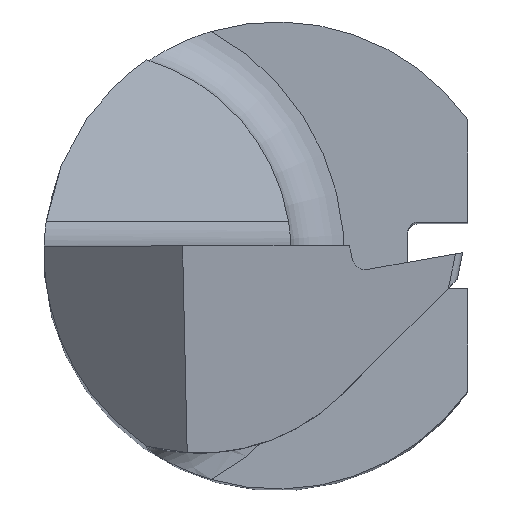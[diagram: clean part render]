
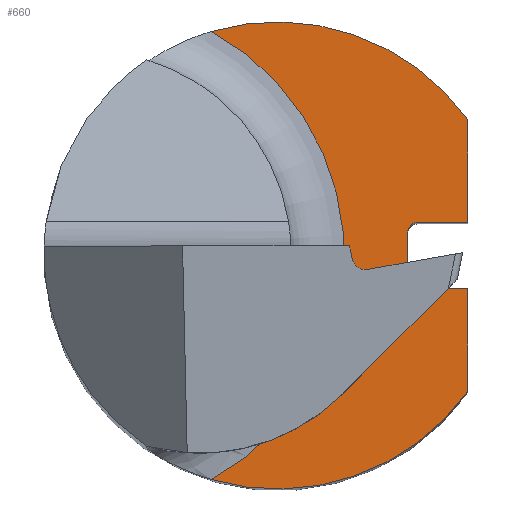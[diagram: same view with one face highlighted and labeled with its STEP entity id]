
A CAD part, top view. The second image highlights one B-rep face of the part: STEP entity #660.
In plain terms, the highlighted planar face has unit normal (0, 0, 1).
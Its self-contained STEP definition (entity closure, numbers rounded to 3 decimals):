
#3 = VERTEX_POINT ( 'NONE', #471 ) ;
#19 = EDGE_CURVE ( 'NONE', #80, #140, #341, .T. ) ;
#24 = DIRECTION ( 'NONE',  ( 1., 0., 0. ) ) ;
#26 = CARTESIAN_POINT ( 'NONE',  ( -2.827, 0., 15. ) ) ;
#38 = VERTEX_POINT ( 'NONE', #163 ) ;
#55 = EDGE_CURVE ( 'NONE', #427, #38, #138, .T. ) ;
#66 = CARTESIAN_POINT ( 'NONE',  ( 64.45, -0.5, 15. ) ) ;
#68 = CARTESIAN_POINT ( 'NONE',  ( 2.85, -0.5, 15. ) ) ;
#80 = VERTEX_POINT ( 'NONE', #317 ) ;
#83 = EDGE_LOOP ( 'NONE', ( #322, #579, #96, #882, #532, #617, #727, #249, #852, #710 ) ) ;
#96 = ORIENTED_EDGE ( 'NONE', *, *, #323, .T. ) ;
#131 = DIRECTION ( 'NONE',  ( 0., 0., 1. ) ) ;
#138 = CIRCLE ( 'NONE', #735, 0.15 ) ;
#140 = VERTEX_POINT ( 'NONE', #256 ) ;
#163 = CARTESIAN_POINT ( 'NONE',  ( 2.1, 0.5, 15. ) ) ;
#176 = DIRECTION ( 'NONE',  ( 0., 0., 1. ) ) ;
#195 = VERTEX_POINT ( 'NONE', #348 ) ;
#196 = DIRECTION ( 'NONE',  ( 1., 0., 0. ) ) ;
#241 = CIRCLE ( 'NONE', #977, 3.5 ) ;
#249 = ORIENTED_EDGE ( 'NONE', *, *, #55, .T. ) ;
#256 = CARTESIAN_POINT ( 'NONE',  ( 2.85, 2.032, 15. ) ) ;
#257 = CARTESIAN_POINT ( 'NONE',  ( 64.45, 0.5, 15. ) ) ;
#277 = VECTOR ( 'NONE', #939, 1000. ) ;
#292 = DIRECTION ( 'NONE',  ( 1., 0., 0. ) ) ;
#305 = LINE ( 'NONE', #66, #743 ) ;
#317 = CARTESIAN_POINT ( 'NONE',  ( 2.85, 0.5, 15. ) ) ;
#322 = ORIENTED_EDGE ( 'NONE', *, *, #854, .T. ) ;
#323 = EDGE_CURVE ( 'NONE', #388, #571, #786, .T. ) ;
#337 = PLANE ( 'NONE',  #856 ) ;
#341 = LINE ( 'NONE', #347, #277 ) ;
#342 = AXIS2_PLACEMENT_3D ( 'NONE', #673, #131, #853 ) ;
#347 = CARTESIAN_POINT ( 'NONE',  ( 2.85, 2.032, 15. ) ) ;
#348 = CARTESIAN_POINT ( 'NONE',  ( 2.1, -0.5, 15. ) ) ;
#353 = DIRECTION ( 'NONE',  ( 0., 0., -1. ) ) ;
#364 = CARTESIAN_POINT ( 'NONE',  ( 2.85, -2.032, 15. ) ) ;
#367 = CARTESIAN_POINT ( 'NONE',  ( 2.1, -0.35, 15. ) ) ;
#371 = EDGE_CURVE ( 'NONE', #195, #505, #305, .T. ) ;
#388 = VERTEX_POINT ( 'NONE', #511 ) ;
#393 = DIRECTION ( 'NONE',  ( 1., 0., 0. ) ) ;
#412 = LINE ( 'NONE', #741, #554 ) ;
#422 = DIRECTION ( 'NONE',  ( 0., 0., 1. ) ) ;
#427 = VERTEX_POINT ( 'NONE', #978 ) ;
#445 = DIRECTION ( 'NONE',  ( 1., 0., 0. ) ) ;
#458 = DIRECTION ( 'NONE',  ( 0., 0., -1. ) ) ;
#471 = CARTESIAN_POINT ( 'NONE',  ( -0.99, 3.357, 15. ) ) ;
#504 = CIRCLE ( 'NONE', #637, 3.827 ) ;
#505 = VERTEX_POINT ( 'NONE', #68 ) ;
#510 = VERTEX_POINT ( 'NONE', #1018 ) ;
#511 = CARTESIAN_POINT ( 'NONE',  ( -0.99, -3.357, 15. ) ) ;
#528 = DIRECTION ( 'NONE',  ( 0., 0., -1. ) ) ;
#532 = ORIENTED_EDGE ( 'NONE', *, *, #371, .F. ) ;
#533 = CARTESIAN_POINT ( 'NONE',  ( 2.1, 0.35, 15. ) ) ;
#554 = VECTOR ( 'NONE', #665, 1000. ) ;
#561 = LINE ( 'NONE', #257, #764 ) ;
#568 = VECTOR ( 'NONE', #914, 1000. ) ;
#571 = VERTEX_POINT ( 'NONE', #364 ) ;
#579 = ORIENTED_EDGE ( 'NONE', *, *, #874, .T. ) ;
#583 = EDGE_CURVE ( 'NONE', #427, #510, #594, .T. ) ;
#594 = LINE ( 'NONE', #908, #568 ) ;
#617 = ORIENTED_EDGE ( 'NONE', *, *, #973, .T. ) ;
#637 = AXIS2_PLACEMENT_3D ( 'NONE', #26, #353, #196 ) ;
#660 = ADVANCED_FACE ( 'NONE', ( #780 ), #337, .T. ) ;
#661 = DIRECTION ( 'NONE',  ( 1., 0., 0. ) ) ;
#665 = DIRECTION ( 'NONE',  ( 0., 1., 0. ) ) ;
#673 = CARTESIAN_POINT ( 'NONE',  ( 0., 0., 15. ) ) ;
#710 = ORIENTED_EDGE ( 'NONE', *, *, #19, .T. ) ;
#727 = ORIENTED_EDGE ( 'NONE', *, *, #583, .F. ) ;
#735 = AXIS2_PLACEMENT_3D ( 'NONE', #533, #458, #784 ) ;
#739 = CARTESIAN_POINT ( 'NONE',  ( 0., 0., 15. ) ) ;
#741 = CARTESIAN_POINT ( 'NONE',  ( 2.85, 2.032, 15. ) ) ;
#743 = VECTOR ( 'NONE', #292, 1000. ) ;
#762 = EDGE_CURVE ( 'NONE', #38, #80, #561, .T. ) ;
#764 = VECTOR ( 'NONE', #661, 1000. ) ;
#779 = AXIS2_PLACEMENT_3D ( 'NONE', #367, #528, #445 ) ;
#780 = FACE_OUTER_BOUND ( 'NONE', #83, .T. ) ;
#784 = DIRECTION ( 'NONE',  ( 1., 0., 0. ) ) ;
#786 = CIRCLE ( 'NONE', #342, 3.5 ) ;
#792 = CARTESIAN_POINT ( 'NONE',  ( -0.325, -0.054, 15. ) ) ;
#806 = EDGE_CURVE ( 'NONE', #571, #505, #412, .T. ) ;
#852 = ORIENTED_EDGE ( 'NONE', *, *, #762, .T. ) ;
#853 = DIRECTION ( 'NONE',  ( 1., 0., 0. ) ) ;
#854 = EDGE_CURVE ( 'NONE', #140, #3, #241, .T. ) ;
#856 = AXIS2_PLACEMENT_3D ( 'NONE', #792, #176, #393 ) ;
#874 = EDGE_CURVE ( 'NONE', #3, #388, #504, .T. ) ;
#882 = ORIENTED_EDGE ( 'NONE', *, *, #806, .T. ) ;
#908 = CARTESIAN_POINT ( 'NONE',  ( 1.95, 0.5, 15. ) ) ;
#914 = DIRECTION ( 'NONE',  ( 0., -1., 0. ) ) ;
#939 = DIRECTION ( 'NONE',  ( 0., 1., 0. ) ) ;
#973 = EDGE_CURVE ( 'NONE', #195, #510, #996, .T. ) ;
#977 = AXIS2_PLACEMENT_3D ( 'NONE', #739, #422, #24 ) ;
#978 = CARTESIAN_POINT ( 'NONE',  ( 1.95, 0.35, 15. ) ) ;
#996 = CIRCLE ( 'NONE', #779, 0.15 ) ;
#1018 = CARTESIAN_POINT ( 'NONE',  ( 1.95, -0.35, 15. ) ) ;
